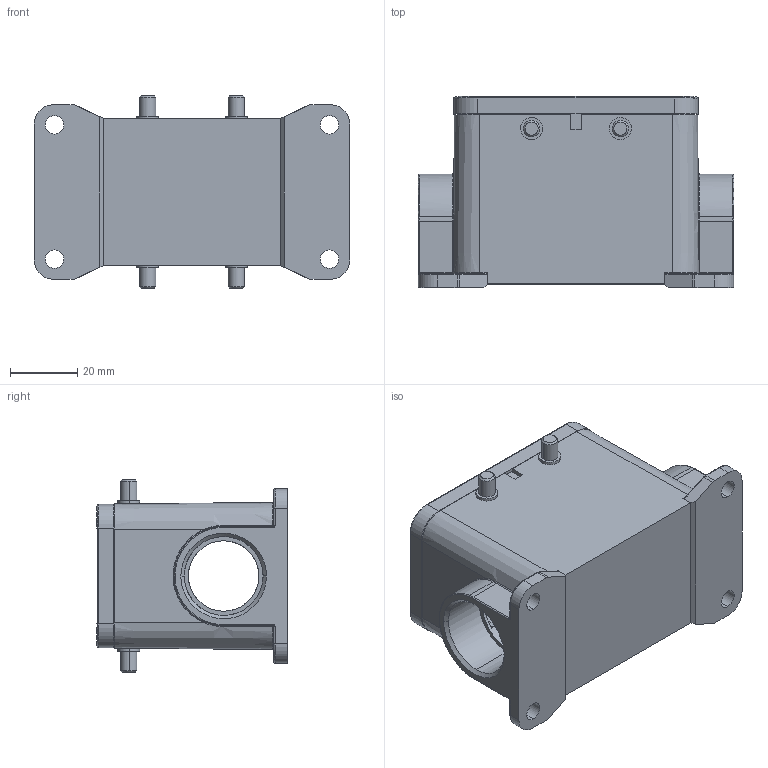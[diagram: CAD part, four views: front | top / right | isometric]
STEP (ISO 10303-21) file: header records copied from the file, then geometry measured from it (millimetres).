
FILE_DESCRIPTION (( 'STEP AP203' ), '1' );
FILE_NAME ('H10B-SF-4B-2M25.STP', '2017-07-20T11:16:34', ( '微软用户' ), ( '微软中国' ), 'SwSTEP 2.0', 'SolidWorks 2012', '' );
FILE_SCHEMA (( 'CONFIG_CONTROL_DESIGN' ));
Length unit declared in the file: millimetre
Products named in the file (1): H10B-SF-4B-2M25
Bounding box: 94 x 56.88 x 57.51 mm (x, y, z)
Volume: 70932.5 mm3; surface area: 36566.4 mm2
Topology: 1 solids, 1 shells, 412 faces, 1019 edges, 620 vertices
Faces by surface type: cylinder 173, plane 137, bspline 66, cone 24, torus 12
Entity records: 15919 total; most frequent: CARTESIAN_POINT 6672, ORIENTED_EDGE 2018, DIRECTION 1781, EDGE_CURVE 1009, AXIS2_PLACEMENT_3D 664, VERTEX_POINT 620, VECTOR 453, LINE 453
